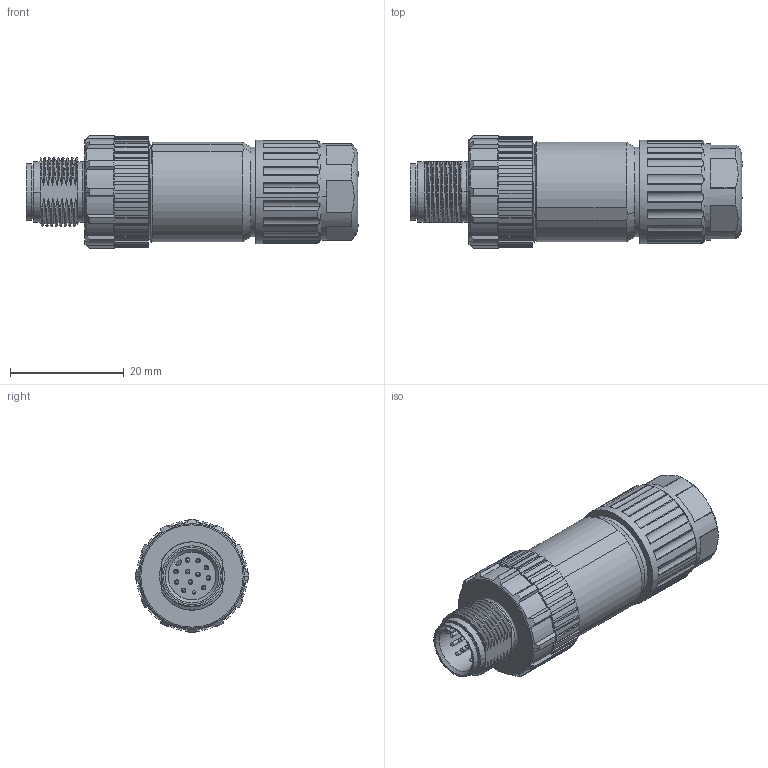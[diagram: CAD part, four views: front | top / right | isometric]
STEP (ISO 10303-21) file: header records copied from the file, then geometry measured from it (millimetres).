
FILE_DESCRIPTION(/* description */ (''),/* implementation_level */ '2;1');
FILE_NAME(/* name */ 'EZ12218-0-9-L.stp',/* time_stamp */ '2023-02-07T14:45:05+08:00',/* author */ (''),/* organization */ (''),/* preprocessor_version */ 'ST-DEVELOPER v16',/* originating_system */ 'SIEMENS PLM Software NX 10.0',/* authorisation */ '');
FILE_SCHEMA (('AP203_CONFIGURATION_CONTROLLED_3D_DESIGN_OF_MECHANICAL_PARTS_AND_ASSEMBLIES_MIM_LF { 1 0 10303 403 2 1 2}'));
Length unit declared in the file: millimetre
Products named in the file (1): dell04B442C7ovot
Bounding box: 58.32 x 20 x 20 mm (x, y, z)
Volume: 12285.1 mm3; surface area: 4657.4 mm2
Topology: 1 solids, 1 shells, 571 faces, 1655 edges, 1093 vertices
Faces by surface type: cylinder 239, plane 224, bspline 42, torus 35, cone 19, sphere 12
Full cylindrical faces by diameter (mm): 0.6 x12, 0.8 x11, 8.3 x1, 8.4 x1, 9.6 x1, 10 x1, 15.8 x1
Entity records: 24125 total; most frequent: CARTESIAN_POINT 9749, ORIENTED_EDGE 3172, DIRECTION 2743, EDGE_CURVE 1586, VERTEX_POINT 1078, AXIS2_PLACEMENT_3D 1030, LINE 683, VECTOR 683
